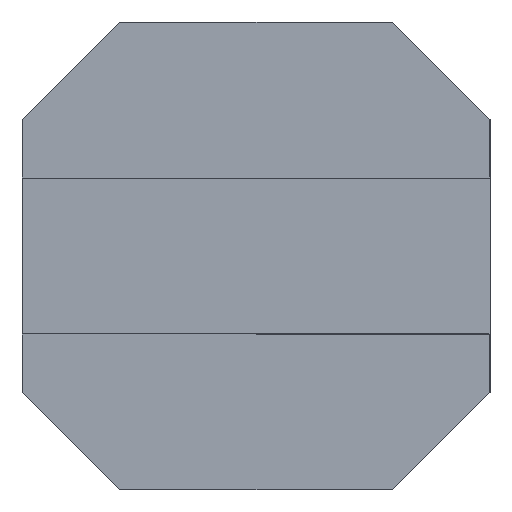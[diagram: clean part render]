
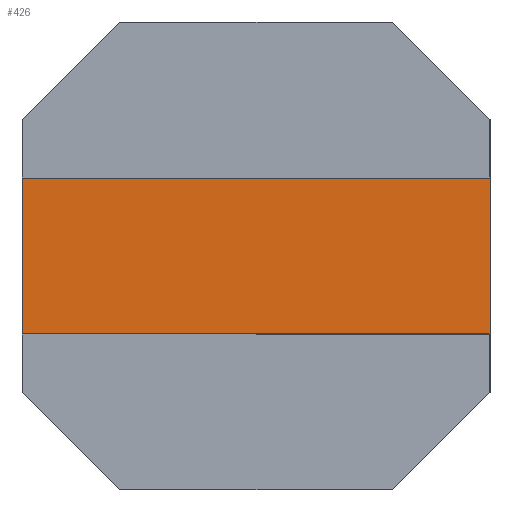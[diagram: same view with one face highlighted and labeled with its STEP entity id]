
A CAD part, left-side view. The second image highlights one B-rep face of the part: STEP entity #426.
In plain terms, the highlighted planar face has unit normal (-1, 0, 0).
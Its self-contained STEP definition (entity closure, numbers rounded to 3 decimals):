
#44 = EDGE_CURVE ( 'NONE', #1121, #75, #748, .T. ) ;
#49 = CARTESIAN_POINT ( 'NONE',  ( 13., -6., 2. ) ) ;
#75 = VERTEX_POINT ( 'NONE', #1282 ) ;
#133 = DIRECTION ( 'NONE',  ( 0., 0., -1. ) ) ;
#151 = DIRECTION ( 'NONE',  ( 0., 1., 0. ) ) ;
#152 = CARTESIAN_POINT ( 'NONE',  ( 13., 6., 2. ) ) ;
#184 = EDGE_CURVE ( 'NONE', #800, #75, #1305, .T. ) ;
#214 = EDGE_LOOP ( 'NONE', ( #723, #1484, #1369, #1090 ) ) ;
#236 = VECTOR ( 'NONE', #971, 1000. ) ;
#398 = VERTEX_POINT ( 'NONE', #49 ) ;
#426 = ADVANCED_FACE ( 'NONE', ( #629 ), #1107, .F. ) ;
#546 = LINE ( 'NONE', #911, #550 ) ;
#550 = VECTOR ( 'NONE', #1014, 1000. ) ;
#601 = CARTESIAN_POINT ( 'NONE',  ( 13., 6., 2. ) ) ;
#629 = FACE_OUTER_BOUND ( 'NONE', #214, .T. ) ;
#632 = CARTESIAN_POINT ( 'NONE',  ( 13., -6., -2. ) ) ;
#644 = CARTESIAN_POINT ( 'NONE',  ( 13., -6., 2. ) ) ;
#723 = ORIENTED_EDGE ( 'NONE', *, *, #184, .T. ) ;
#748 = LINE ( 'NONE', #949, #1007 ) ;
#800 = VERTEX_POINT ( 'NONE', #152 ) ;
#837 = CARTESIAN_POINT ( 'NONE',  ( 13., -6., 2. ) ) ;
#861 = VECTOR ( 'NONE', #133, 1000. ) ;
#875 = DIRECTION ( 'NONE',  ( 1., 0., 0. ) ) ;
#901 = EDGE_CURVE ( 'NONE', #398, #1121, #546, .T. ) ;
#911 = CARTESIAN_POINT ( 'NONE',  ( 13., -6., 2. ) ) ;
#949 = CARTESIAN_POINT ( 'NONE',  ( 13., -6., -2. ) ) ;
#971 = DIRECTION ( 'NONE',  ( 0., 1., 0. ) ) ;
#1007 = VECTOR ( 'NONE', #151, 1000. ) ;
#1014 = DIRECTION ( 'NONE',  ( 0., 0., -1. ) ) ;
#1090 = ORIENTED_EDGE ( 'NONE', *, *, #1457, .T. ) ;
#1101 = LINE ( 'NONE', #837, #236 ) ;
#1107 = PLANE ( 'NONE',  #1241 ) ;
#1121 = VERTEX_POINT ( 'NONE', #632 ) ;
#1241 = AXIS2_PLACEMENT_3D ( 'NONE', #644, #875, #1352 ) ;
#1282 = CARTESIAN_POINT ( 'NONE',  ( 13., 6., -2. ) ) ;
#1305 = LINE ( 'NONE', #601, #861 ) ;
#1352 = DIRECTION ( 'NONE',  ( 0., 0., -1. ) ) ;
#1369 = ORIENTED_EDGE ( 'NONE', *, *, #901, .F. ) ;
#1457 = EDGE_CURVE ( 'NONE', #398, #800, #1101, .T. ) ;
#1484 = ORIENTED_EDGE ( 'NONE', *, *, #44, .F. ) ;
